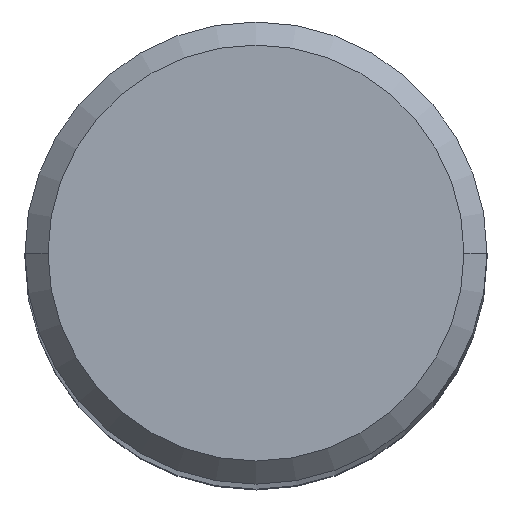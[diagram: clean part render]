
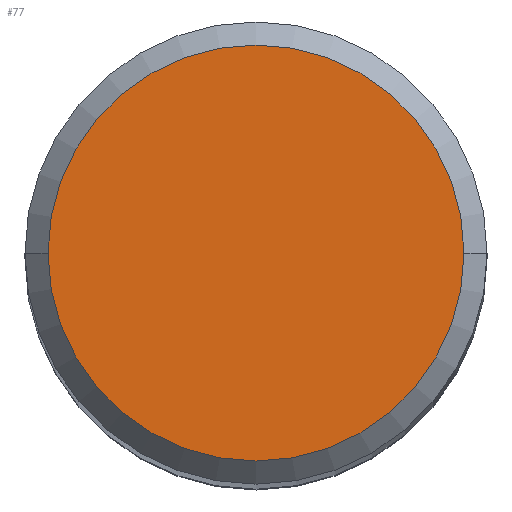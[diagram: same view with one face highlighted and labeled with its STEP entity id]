
A CAD part, top view. The second image highlights one B-rep face of the part: STEP entity #77.
In plain terms, the highlighted planar face has unit normal (0, 0, 1).
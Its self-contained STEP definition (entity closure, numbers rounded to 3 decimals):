
#77=ADVANCED_FACE('',(#100),#101,.T.);
#100=FACE_OUTER_BOUND('',#133,.T.);
#101=PLANE('',#134);
#133=EDGE_LOOP('',(#186,#187));
#134=AXIS2_PLACEMENT_3D('',#188,#189,#190);
#186=ORIENTED_EDGE('',*,*,#260,.F.);
#187=ORIENTED_EDGE('',*,*,#261,.F.);
#188=CARTESIAN_POINT('',(0.0,0.0,0.0));
#189=DIRECTION('',(0.0,0.0,1.0));
#190=DIRECTION('',(-1.0,0.0,0.0));
#260=EDGE_CURVE('',#290,#288,#292,.T.);
#261=EDGE_CURVE('',#288,#290,#293,.T.);
#288=VERTEX_POINT('',#329);
#290=VERTEX_POINT('',#332);
#292=CIRCLE('',#335,4.5);
#293=CIRCLE('',#336,4.5);
#329=CARTESIAN_POINT('',(-4.5,0.,0.0));
#332=CARTESIAN_POINT('',(4.5,0.,0.0));
#335=AXIS2_PLACEMENT_3D('',#376,#377,#378);
#336=AXIS2_PLACEMENT_3D('',#379,#380,#381);
#376=CARTESIAN_POINT('',(0.0,0.0,0.0));
#377=DIRECTION('',(0.0,0.0,-1.0));
#378=DIRECTION('',(-1.0,0.0,0.0));
#379=CARTESIAN_POINT('',(0.0,0.0,0.0));
#380=DIRECTION('',(0.0,0.0,-1.0));
#381=DIRECTION('',(-1.0,0.0,0.0));
